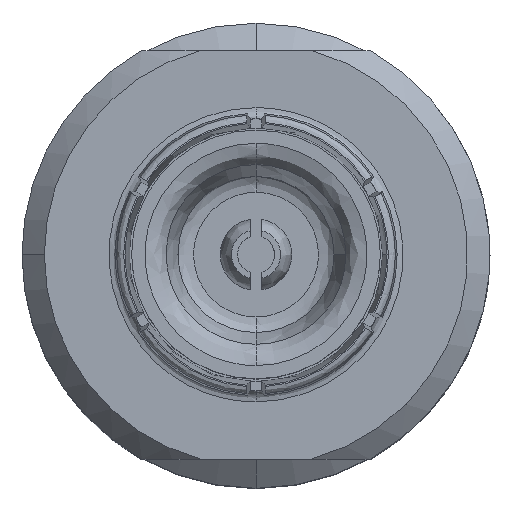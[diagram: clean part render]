
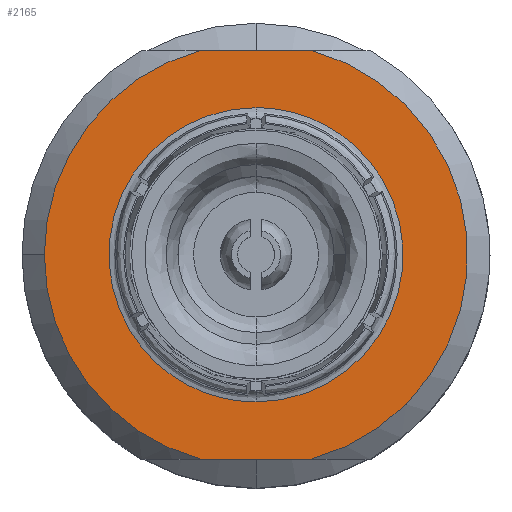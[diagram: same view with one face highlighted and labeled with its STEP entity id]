
A CAD part, top view. The second image highlights one B-rep face of the part: STEP entity #2165.
In plain terms, the highlighted planar face has unit normal (0, 0, 1).
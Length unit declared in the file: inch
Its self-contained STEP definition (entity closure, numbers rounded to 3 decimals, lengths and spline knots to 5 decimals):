
#100 = CARTESIAN_POINT ( 'NONE',  ( 0., -0.07796, 0. ) ) ;
#236 = DIRECTION ( 'NONE',  ( -1., 0., 0. ) ) ;
#271 = AXIS2_PLACEMENT_3D ( 'NONE', #1854, #5273, #931 ) ;
#447 = EDGE_LOOP ( 'NONE', ( #2050, #4810 ) ) ;
#470 = FACE_OUTER_BOUND ( 'NONE', #4108, .T. ) ;
#647 = VERTEX_POINT ( 'NONE', #1542 ) ;
#835 = LINE ( 'NONE', #2663, #4219 ) ;
#863 = ORIENTED_EDGE ( 'NONE', *, *, #3091, .F. ) ;
#931 = DIRECTION ( 'NONE',  ( -1., 0., 0. ) ) ;
#1092 = LINE ( 'NONE', #4968, #2639 ) ;
#1234 = CIRCLE ( 'NONE', #3151, 0.1122 ) ;
#1542 = CARTESIAN_POINT ( 'NONE',  ( -0.02946, 0.10827, 0. ) ) ;
#1854 = CARTESIAN_POINT ( 'NONE',  ( 0.07796, 0., 0. ) ) ;
#1921 = FACE_BOUND ( 'NONE', #447, .T. ) ;
#1952 = PLANE ( 'NONE',  #271 ) ;
#2050 = ORIENTED_EDGE ( 'NONE', *, *, #5256, .F. ) ;
#2165 = ADVANCED_FACE ( 'NONE', ( #470, #1921 ), #1952, .F. ) ;
#2329 = CIRCLE ( 'NONE', #3350, 0.1122 ) ;
#2446 = CARTESIAN_POINT ( 'NONE',  ( 0., 0.07796, 0. ) ) ;
#2466 = ORIENTED_EDGE ( 'NONE', *, *, #3517, .F. ) ;
#2498 = CARTESIAN_POINT ( 'NONE',  ( 0.15591, -0.07796, 0. ) ) ;
#2600 = CARTESIAN_POINT ( 'NONE',  ( 0.02946, 0.10827, 0. ) ) ;
#2635 = VERTEX_POINT ( 'NONE', #4306 ) ;
#2639 = VECTOR ( 'NONE', #4933, 39.37008 ) ;
#2653 = ORIENTED_EDGE ( 'NONE', *, *, #4342, .F. ) ;
#2663 = CARTESIAN_POINT ( 'NONE',  ( 0.07796, 0.10827, 0. ) ) ;
#2726 = ORIENTED_EDGE ( 'NONE', *, *, #3142, .F. ) ;
#2939 = DIRECTION ( 'NONE',  ( 0., 0., -1. ) ) ;
#2977 = CARTESIAN_POINT ( 'NONE',  ( 0.02946, -0.10827, 0. ) ) ;
#2998 = CARTESIAN_POINT ( 'NONE',  ( 0.15591, 0.07796, 0. ) ) ;
#3091 = EDGE_CURVE ( 'NONE', #647, #4120, #835, .T. ) ;
#3142 = EDGE_CURVE ( 'NONE', #4982, #5572, #2329, .T. ) ;
#3151 = AXIS2_PLACEMENT_3D ( 'NONE', #4261, #5736, #6198 ) ;
#3350 = AXIS2_PLACEMENT_3D ( 'NONE', #4817, #2939, #3902 ) ;
#3517 = EDGE_CURVE ( 'NONE', #5572, #647, #5671, .T. ) ;
#3775 = ORIENTED_EDGE ( 'NONE', *, *, #3957, .F. ) ;
#3902 = DIRECTION ( 'NONE',  ( -1., 0., 0. ) ) ;
#3957 = EDGE_CURVE ( 'NONE', #5658, #4982, #1092, .T. ) ;
#3971 = CARTESIAN_POINT ( 'NONE',  ( 0., -0.07796, 0. ) ) ;
#4108 = EDGE_LOOP ( 'NONE', ( #3775, #2653, #863, #2466, #2726 ) ) ;
#4120 = VERTEX_POINT ( 'NONE', #2600 ) ;
#4219 = VECTOR ( 'NONE', #4632, 39.37008 ) ;
#4261 = CARTESIAN_POINT ( 'NONE',  ( 0., 0., 0. ) ) ;
#4306 = CARTESIAN_POINT ( 'NONE',  ( 0., 0.07796, 0. ) ) ;
#4317 = CARTESIAN_POINT ( 'NONE',  ( -0.15591, -0.07796, 0. ) ) ;
#4342 = EDGE_CURVE ( 'NONE', #4120, #5658, #1234, .T. ) ;
#4493 =( BOUNDED_CURVE ( )  B_SPLINE_CURVE ( 3, ( #2446, #5802, #4317, #100 ),
 .UNSPECIFIED., .F., .F. ) 
 B_SPLINE_CURVE_WITH_KNOTS ( ( 4, 4 ),
 ( 0., 1. ),
 .UNSPECIFIED. ) 
 CURVE ( )  GEOMETRIC_REPRESENTATION_ITEM ( )  RATIONAL_B_SPLINE_CURVE ( ( 1., 0.333, 0.333, 1. ) ) 
 REPRESENTATION_ITEM ( '' )  );
#4630 = CARTESIAN_POINT ( 'NONE',  ( -0.1122, 0., 0. ) ) ;
#4632 = DIRECTION ( 'NONE',  ( 1., 0., 0. ) ) ;
#4810 = ORIENTED_EDGE ( 'NONE', *, *, #5918, .F. ) ;
#4817 = CARTESIAN_POINT ( 'NONE',  ( 0., 0., 0. ) ) ;
#4933 = DIRECTION ( 'NONE',  ( -1., 0., 0. ) ) ;
#4945 =( BOUNDED_CURVE ( )  B_SPLINE_CURVE ( 3, ( #3971, #2498, #2998, #5393 ),
 .UNSPECIFIED., .F., .F. ) 
 B_SPLINE_CURVE_WITH_KNOTS ( ( 4, 4 ),
 ( 0., 1. ),
 .UNSPECIFIED. ) 
 CURVE ( )  GEOMETRIC_REPRESENTATION_ITEM ( )  RATIONAL_B_SPLINE_CURVE ( ( 1., 0.333, 0.333, 1. ) ) 
 REPRESENTATION_ITEM ( '' )  );
#4968 = CARTESIAN_POINT ( 'NONE',  ( 0.07796, -0.10827, 0. ) ) ;
#4982 = VERTEX_POINT ( 'NONE', #5404 ) ;
#5045 = CARTESIAN_POINT ( 'NONE',  ( 0., -0.07796, 0. ) ) ;
#5076 = DIRECTION ( 'NONE',  ( 0., 0., -1. ) ) ;
#5133 = CARTESIAN_POINT ( 'NONE',  ( 0., 0., 0. ) ) ;
#5256 = EDGE_CURVE ( 'NONE', #2635, #6139, #4493, .T. ) ;
#5273 = DIRECTION ( 'NONE',  ( 0., 0., -1. ) ) ;
#5393 = CARTESIAN_POINT ( 'NONE',  ( 0., 0.07796, 0. ) ) ;
#5404 = CARTESIAN_POINT ( 'NONE',  ( -0.02946, -0.10827, 0. ) ) ;
#5572 = VERTEX_POINT ( 'NONE', #4630 ) ;
#5658 = VERTEX_POINT ( 'NONE', #2977 ) ;
#5671 = CIRCLE ( 'NONE', #6080, 0.1122 ) ;
#5736 = DIRECTION ( 'NONE',  ( 0., 0., -1. ) ) ;
#5802 = CARTESIAN_POINT ( 'NONE',  ( -0.15591, 0.07796, 0. ) ) ;
#5918 = EDGE_CURVE ( 'NONE', #6139, #2635, #4945, .T. ) ;
#6080 = AXIS2_PLACEMENT_3D ( 'NONE', #5133, #5076, #236 ) ;
#6139 = VERTEX_POINT ( 'NONE', #5045 ) ;
#6198 = DIRECTION ( 'NONE',  ( -1., 0., 0. ) ) ;
